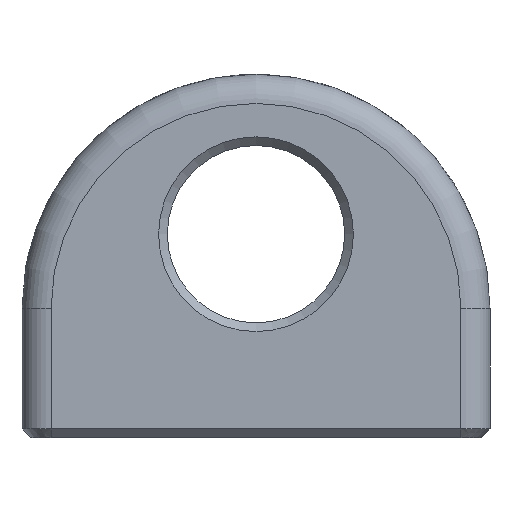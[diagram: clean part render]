
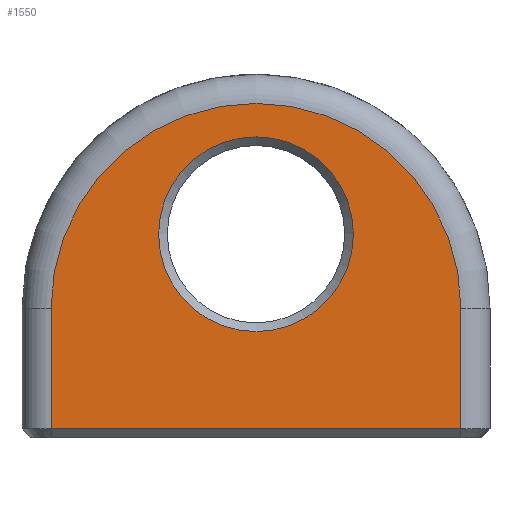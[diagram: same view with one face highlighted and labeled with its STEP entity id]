
A CAD part, front view. The second image highlights one B-rep face of the part: STEP entity #1550.
In plain terms, the highlighted planar face has unit normal (0, -1, 0).
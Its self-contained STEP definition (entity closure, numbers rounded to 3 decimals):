
#16=FACE_BOUND('',#245,.T.);
#148=FACE_OUTER_BOUND('',#244,.T.);
#244=EDGE_LOOP('',(#1294,#1295,#1296,#1297));
#245=EDGE_LOOP('',(#1298));
#395=LINE('',#3514,#489);
#433=LINE('',#3613,#527);
#434=LINE('',#3617,#528);
#489=VECTOR('',#1971,10.);
#527=VECTOR('',#2079,10.);
#528=VECTOR('',#2084,10.);
#597=CIRCLE('',#1719,14.1);
#598=CIRCLE('',#1720,6.7);
#701=VERTEX_POINT('',#3504);
#703=VERTEX_POINT('',#3510);
#730=VERTEX_POINT('',#3612);
#731=VERTEX_POINT('',#3616);
#732=VERTEX_POINT('',#3619);
#889=EDGE_CURVE('',#701,#703,#395,.T.);
#940=EDGE_CURVE('',#703,#730,#433,.T.);
#942=EDGE_CURVE('',#731,#701,#434,.T.);
#943=EDGE_CURVE('',#730,#731,#597,.T.);
#944=EDGE_CURVE('',#732,#732,#598,.T.);
#1294=ORIENTED_EDGE('',*,*,#889,.F.);
#1295=ORIENTED_EDGE('',*,*,#942,.F.);
#1296=ORIENTED_EDGE('',*,*,#943,.F.);
#1297=ORIENTED_EDGE('',*,*,#940,.F.);
#1298=ORIENTED_EDGE('',*,*,#944,.F.);
#1472=PLANE('',#1718);
#1550=ADVANCED_FACE('',(#148,#16),#1472,.T.);
#1718=AXIS2_PLACEMENT_3D('',#3615,#2082,#2083);
#1719=AXIS2_PLACEMENT_3D('',#3618,#2085,#2086);
#1720=AXIS2_PLACEMENT_3D('',#3620,#2087,#2088);
#1971=DIRECTION('',(-1.,0.,0.));
#2079=DIRECTION('',(0.,0.,1.));
#2082=DIRECTION('center_axis',(0.,-1.,0.));
#2083=DIRECTION('ref_axis',(1.,0.,0.));
#2084=DIRECTION('',(0.,0.,-1.));
#2085=DIRECTION('center_axis',(0.,1.,0.));
#2086=DIRECTION('ref_axis',(0.,0.,
1.));
#2087=DIRECTION('center_axis',(0.,-1.,0.));
#2088=DIRECTION('ref_axis',(-1.,0.,0.));
#3504=CARTESIAN_POINT('',(14.1,-19.613,0.6));
#3510=CARTESIAN_POINT('',(-14.1,-19.613,0.6));
#3514=CARTESIAN_POINT('',(-12.3,-19.613,0.6));
#3612=CARTESIAN_POINT('',(-14.1,-19.613,8.9));
#3613=CARTESIAN_POINT('',(-14.1,-19.613,2.));
#3615=CARTESIAN_POINT('Origin',(-10.5,-19.613,0.));
#3616=CARTESIAN_POINT('',(14.1,-19.613,8.9));
#3617=CARTESIAN_POINT('',(14.1,-19.613,2.));
#3618=CARTESIAN_POINT('Origin',(0.,-19.613,
8.9));
#3619=CARTESIAN_POINT('',(6.7,-19.613,14.));
#3620=CARTESIAN_POINT('Origin',(0.,-19.613,
14.));
